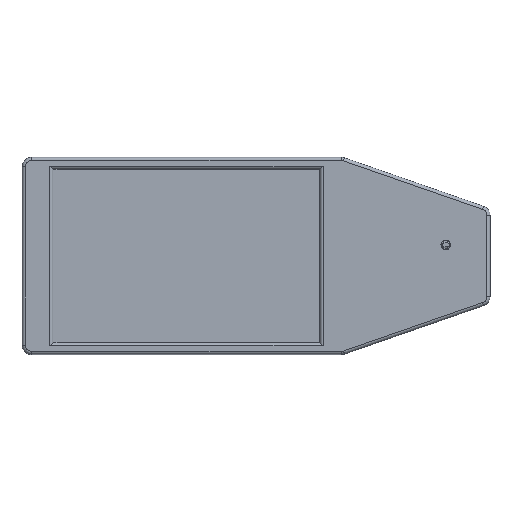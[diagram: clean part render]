
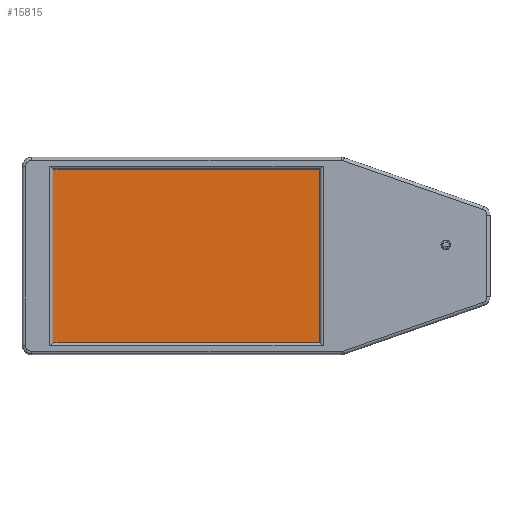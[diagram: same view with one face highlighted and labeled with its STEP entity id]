
A CAD part, top view. The second image highlights one B-rep face of the part: STEP entity #15815.
In plain terms, the highlighted planar face has unit normal (0, 0, 1).
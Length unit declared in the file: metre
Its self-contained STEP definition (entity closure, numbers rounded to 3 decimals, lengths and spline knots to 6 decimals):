
#2205=ORIENTED_EDGE('',*,*,#5897,.F.);
#2206=ORIENTED_EDGE('',*,*,#5888,.T.);
#2207=ORIENTED_EDGE('',*,*,#5909,.T.);
#2208=ORIENTED_EDGE('',*,*,#5911,.F.);
#5888=EDGE_CURVE('',#7847,#7854,#9443,.T.);
#5897=EDGE_CURVE('',#7847,#7862,#9452,.T.);
#5909=EDGE_CURVE('',#7854,#7872,#9464,.T.);
#5911=EDGE_CURVE('',#7862,#7872,#9466,.T.);
#7847=VERTEX_POINT('',#24078);
#7854=VERTEX_POINT('',#24091);
#7862=VERTEX_POINT('',#24110);
#7872=VERTEX_POINT('',#24132);
#9443=LINE('',#24092,#11252);
#9452=LINE('',#24109,#11261);
#9464=LINE('',#24133,#11273);
#9466=LINE('',#24137,#11275);
#11252=VECTOR('',#19604,1.);
#11261=VECTOR('',#19615,1.);
#11273=VECTOR('',#19629,1.);
#11275=VECTOR('',#19633,1.);
#12865=EDGE_LOOP('',(#2205,#2206,#2207,#2208));
#14023=FACE_BOUND('',#12865,.T.);
#15053=PLANE('',#17375);
#15815=ADVANCED_FACE('',(#14023),#15053,.T.);
#17375=AXIS2_PLACEMENT_3D('',#24147,#19640,#19641);
#19604=DIRECTION('',(-1.,0.,0.));
#19615=DIRECTION('',(0.,-1.,0.));
#19629=DIRECTION('',(0.,-1.,0.));
#19633=DIRECTION('',(-1.,0.,0.));
#19640=DIRECTION('',(0.,0.,1.));
#19641=DIRECTION('',(1.,0.,0.));
#24078=CARTESIAN_POINT('',(0.0425,0.02775,0.0037));
#24091=CARTESIAN_POINT('',(-0.0425,0.02775,0.0037));
#24092=CARTESIAN_POINT('',(0.,0.02775,0.0037));
#24109=CARTESIAN_POINT('',(0.0425,0.,0.0037));
#24110=CARTESIAN_POINT('',(0.0425,-0.02775,0.0037));
#24132=CARTESIAN_POINT('',(-0.0425,-0.02775,0.0037));
#24133=CARTESIAN_POINT('',(-0.0425,0.,0.0037));
#24137=CARTESIAN_POINT('',(0.,-0.02775,0.0037));
#24147=CARTESIAN_POINT('',(0.,0.,0.0037));
